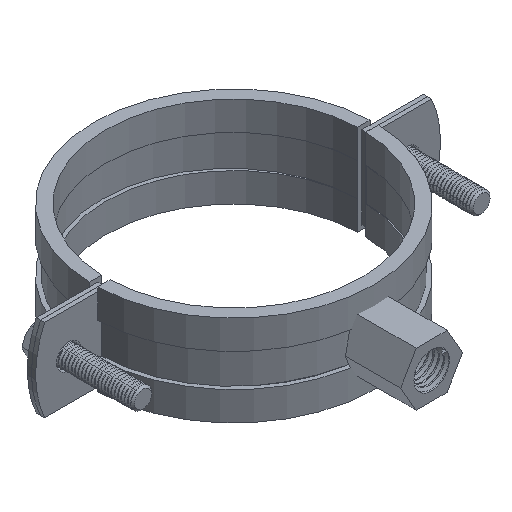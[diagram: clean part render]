
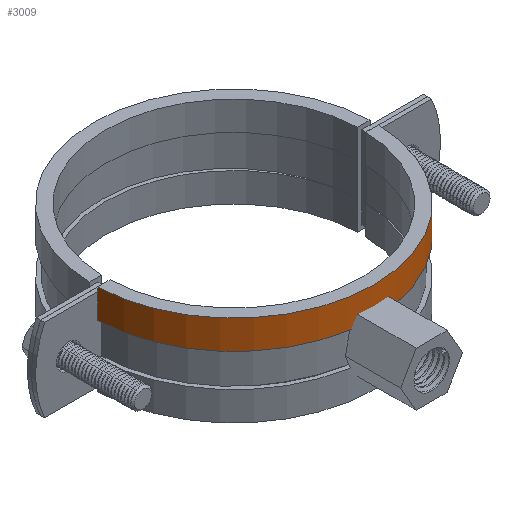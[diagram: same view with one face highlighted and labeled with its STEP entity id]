
A CAD part, isometric view. The second image highlights one B-rep face of the part: STEP entity #3009.
In plain terms, the highlighted cylindrical face has radius 33.999 mm (diameter 67.997 mm), a partial arc.
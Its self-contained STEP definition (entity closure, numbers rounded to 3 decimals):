
#279 = VERTEX_POINT ( 'NONE', #7623 ) ;
#528 = CARTESIAN_POINT ( 'NONE',  ( 48.985, 0., 20. ) ) ;
#560 = CYLINDRICAL_SURFACE ( 'NONE', #11141, 33.999 ) ;
#723 = LINE ( 'NONE', #5008, #11477 ) ;
#1157 = ORIENTED_EDGE ( 'NONE', *, *, #6171, .F. ) ;
#1173 = CIRCLE ( 'NONE', #6241, 33.999 ) ;
#1474 = ORIENTED_EDGE ( 'NONE', *, *, #8102, .F. ) ;
#1490 = ORIENTED_EDGE ( 'NONE', *, *, #7313, .F. ) ;
#1505 = VECTOR ( 'NONE', #9832, 1000. ) ;
#1680 = DIRECTION ( 'NONE',  ( 1., 0., 0. ) ) ;
#1834 = VERTEX_POINT ( 'NONE', #10912 ) ;
#2205 = LINE ( 'NONE', #3979, #7331 ) ;
#2233 = ORIENTED_EDGE ( 'NONE', *, *, #3906, .T. ) ;
#2358 = EDGE_CURVE ( 'NONE', #3917, #11152, #723, .T. ) ;
#2447 = DIRECTION ( 'NONE',  ( 0., 0., -1. ) ) ;
#2789 = CARTESIAN_POINT ( 'NONE',  ( 15.002, -1.02, 14. ) ) ;
#2888 = EDGE_CURVE ( 'NONE', #6611, #11361, #4926, .T. ) ;
#3009 = ADVANCED_FACE ( 'NONE', ( #7713 ), #560, .T. ) ;
#3022 = EDGE_LOOP ( 'NONE', ( #1157, #1474, #6755, #8594, #5069, #1490, #9299, #2233 ) ) ;
#3033 = LINE ( 'NONE', #3146, #8325 ) ;
#3093 = EDGE_CURVE ( 'NONE', #6611, #9918, #3033, .T. ) ;
#3133 = CARTESIAN_POINT ( 'NONE',  ( 82.969, -1., 21. ) ) ;
#3146 = CARTESIAN_POINT ( 'NONE',  ( 15.001, -1., 21. ) ) ;
#3847 = CARTESIAN_POINT ( 'NONE',  ( 82.968, -1.02, 21. ) ) ;
#3906 = EDGE_CURVE ( 'NONE', #11152, #1834, #4178, .T. ) ;
#3917 = VERTEX_POINT ( 'NONE', #4119 ) ;
#3979 = CARTESIAN_POINT ( 'NONE',  ( 82.969, -1., 21. ) ) ;
#4119 = CARTESIAN_POINT ( 'NONE',  ( 15.002, -1.02, 20. ) ) ;
#4175 = DIRECTION ( 'NONE',  ( 0., 0., -1. ) ) ;
#4178 = CIRCLE ( 'NONE', #8298, 33.999 ) ;
#4876 = DIRECTION ( 'NONE',  ( 1., 0., 0. ) ) ;
#4926 = CIRCLE ( 'NONE', #10937, 33.999 ) ;
#4947 = VERTEX_POINT ( 'NONE', #8128 ) ;
#5008 = CARTESIAN_POINT ( 'NONE',  ( 15.002, -1.02, 21. ) ) ;
#5069 = ORIENTED_EDGE ( 'NONE', *, *, #3093, .T. ) ;
#5343 = CARTESIAN_POINT ( 'NONE',  ( 48.985, 0., 21. ) ) ;
#5915 = DIRECTION ( 'NONE',  ( -1., 0., 0. ) ) ;
#6141 = CARTESIAN_POINT ( 'NONE',  ( 15.001, -1., 21. ) ) ;
#6171 = EDGE_CURVE ( 'NONE', #279, #1834, #7185, .T. ) ;
#6206 = CARTESIAN_POINT ( 'NONE',  ( 48.985, 0., 20. ) ) ;
#6241 = AXIS2_PLACEMENT_3D ( 'NONE', #6206, #2447, #1680 ) ;
#6611 = VERTEX_POINT ( 'NONE', #6141 ) ;
#6755 = ORIENTED_EDGE ( 'NONE', *, *, #9037, .F. ) ;
#6933 = DIRECTION ( 'NONE',  ( 0., 0., -1. ) ) ;
#6939 = AXIS2_PLACEMENT_3D ( 'NONE', #528, #4175, #4876 ) ;
#7185 = LINE ( 'NONE', #3847, #1505 ) ;
#7313 = EDGE_CURVE ( 'NONE', #3917, #9918, #1173, .T. ) ;
#7331 = VECTOR ( 'NONE', #9263, 1000. ) ;
#7623 = CARTESIAN_POINT ( 'NONE',  ( 82.968, -1.02, 20. ) ) ;
#7685 = CARTESIAN_POINT ( 'NONE',  ( 48.985, 0., 14. ) ) ;
#7713 = FACE_OUTER_BOUND ( 'NONE', #3022, .T. ) ;
#7876 = CIRCLE ( 'NONE', #6939, 33.999 ) ;
#8102 = EDGE_CURVE ( 'NONE', #4947, #279, #7876, .T. ) ;
#8128 = CARTESIAN_POINT ( 'NONE',  ( 82.969, -1., 20. ) ) ;
#8298 = AXIS2_PLACEMENT_3D ( 'NONE', #7685, #9566, #10626 ) ;
#8325 = VECTOR ( 'NONE', #10304, 1000. ) ;
#8432 = DIRECTION ( 'NONE',  ( 0., 0., -1. ) ) ;
#8594 = ORIENTED_EDGE ( 'NONE', *, *, #2888, .F. ) ;
#8848 = CARTESIAN_POINT ( 'NONE',  ( 15.001, -1., 20. ) ) ;
#9036 = DIRECTION ( 'NONE',  ( 0., 0., 1. ) ) ;
#9037 = EDGE_CURVE ( 'NONE', #11361, #4947, #2205, .T. ) ;
#9262 = CARTESIAN_POINT ( 'NONE',  ( 48.985, 0., 21. ) ) ;
#9263 = DIRECTION ( 'NONE',  ( 0., 0., -1. ) ) ;
#9299 = ORIENTED_EDGE ( 'NONE', *, *, #2358, .T. ) ;
#9566 = DIRECTION ( 'NONE',  ( 0., 0., 1. ) ) ;
#9832 = DIRECTION ( 'NONE',  ( 0., 0., -1. ) ) ;
#9918 = VERTEX_POINT ( 'NONE', #8848 ) ;
#10304 = DIRECTION ( 'NONE',  ( 0., 0., -1. ) ) ;
#10626 = DIRECTION ( 'NONE',  ( 1., 0., 0. ) ) ;
#10813 = DIRECTION ( 'NONE',  ( 1., 0., 0. ) ) ;
#10912 = CARTESIAN_POINT ( 'NONE',  ( 82.968, -1.02, 14. ) ) ;
#10937 = AXIS2_PLACEMENT_3D ( 'NONE', #5343, #9036, #10813 ) ;
#11141 = AXIS2_PLACEMENT_3D ( 'NONE', #9262, #8432, #5915 ) ;
#11152 = VERTEX_POINT ( 'NONE', #2789 ) ;
#11361 = VERTEX_POINT ( 'NONE', #3133 ) ;
#11477 = VECTOR ( 'NONE', #6933, 1000. ) ;
